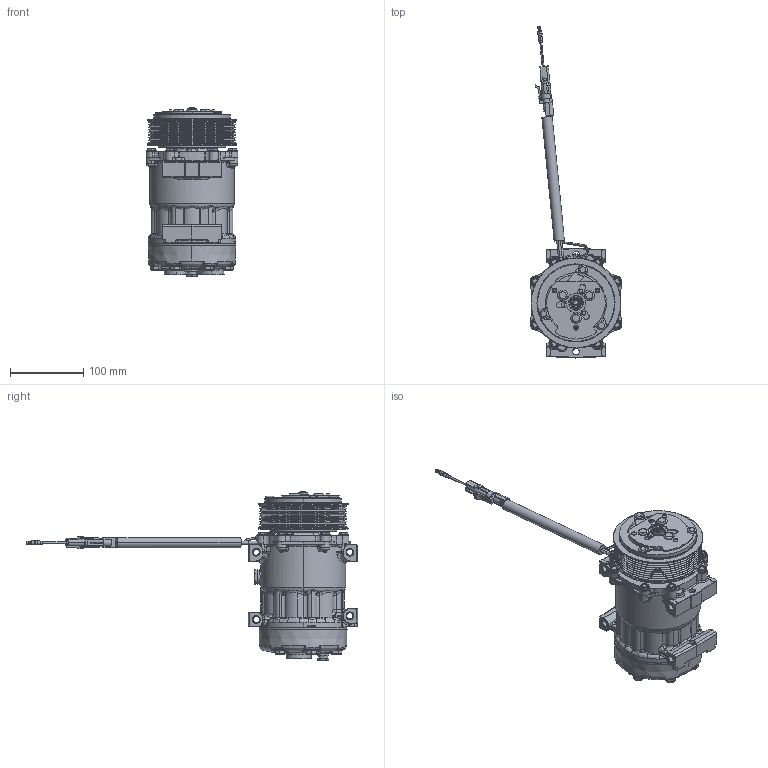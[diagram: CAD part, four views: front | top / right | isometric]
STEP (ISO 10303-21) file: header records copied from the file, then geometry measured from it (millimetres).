
FILE_DESCRIPTION (( 'STEP AP203' ), '1' );
FILE_NAME ('SANDEN_4420_REV_C_COMPR_AC.STEP', '2010-01-27T14:25:11', ( '' ), ( '' ), 'SwSTEP 2.0', 'SolidWorks 2007', '' );
FILE_SCHEMA (( 'CONFIG_CONTROL_DESIGN' ));
Products named in the file (1): SANDEN_4420_REV_C_COMPR_AC
Bounding box: 125 x 453.83 x 231.04 mm (x, y, z)
Volume: 2278553.9 mm3; surface area: 266636.2 mm2
Topology: 1 solids, 9 shells, 2698 faces, 7033 edges, 4364 vertices
Faces by surface type: bspline 860, plane 696, cylinder 673, cone 353, torus 114, sphere 2
Entity records: 194547 total; most frequent: CARTESIAN_POINT 138403, ORIENTED_EDGE 13962, DIRECTION 8415, EDGE_CURVE 6981, VERTEX_POINT 4362, B_SPLINE_CURVE_WITH_KNOTS 3369, AXIS2_PLACEMENT_3D 3218, EDGE_LOOP 2853
